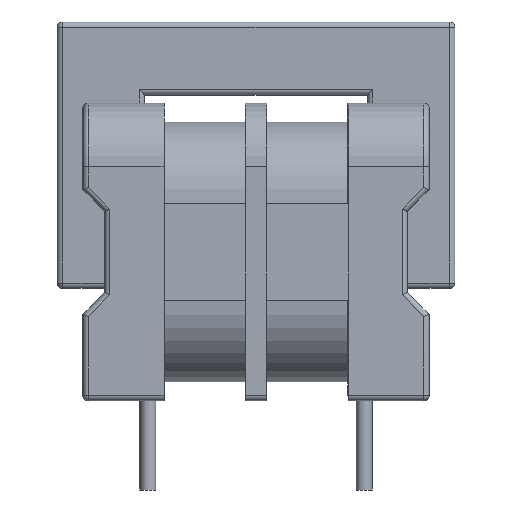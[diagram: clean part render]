
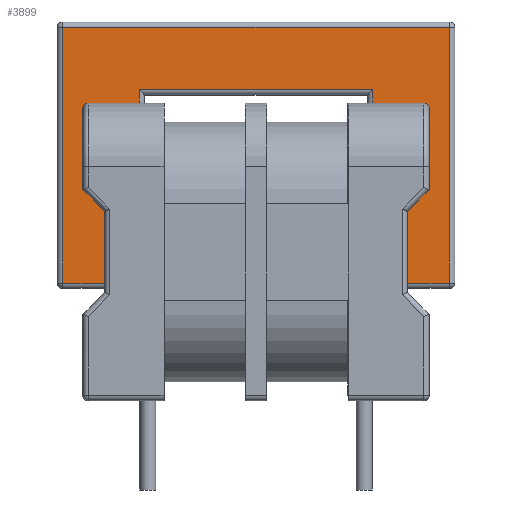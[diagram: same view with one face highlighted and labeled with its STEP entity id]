
A CAD part, front view. The second image highlights one B-rep face of the part: STEP entity #3899.
In plain terms, the highlighted planar face has unit normal (0, -1, 0).
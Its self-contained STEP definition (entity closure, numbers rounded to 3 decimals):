
#66 = CARTESIAN_POINT ( 'NONE',  ( 0., -1.4, 11. ) ) ;
#223 = ORIENTED_EDGE ( 'NONE', *, *, #3541, .T. ) ;
#248 = ORIENTED_EDGE ( 'NONE', *, *, #5860, .T. ) ;
#326 = VERTEX_POINT ( 'NONE', #4262 ) ;
#336 = EDGE_CURVE ( 'NONE', #621, #3263, #3709, .T. ) ;
#361 = DIRECTION ( 'NONE',  ( -1., 0., 0. ) ) ;
#363 = LINE ( 'NONE', #66, #2628 ) ;
#374 = VERTEX_POINT ( 'NONE', #4300 ) ;
#381 = CARTESIAN_POINT ( 'NONE',  ( -4.32, -1.4, 11. ) ) ;
#387 = CARTESIAN_POINT ( 'NONE',  ( 7.15, -1.4, 4.35 ) ) ;
#403 = EDGE_CURVE ( 'NONE', #3548, #4412, #826, .T. ) ;
#417 = VERTEX_POINT ( 'NONE', #1135 ) ;
#588 = VECTOR ( 'NONE', #4186, 1000. ) ;
#621 = VERTEX_POINT ( 'NONE', #1511 ) ;
#775 = DIRECTION ( 'NONE',  ( 0., 0., -1. ) ) ;
#826 = LINE ( 'NONE', #3347, #3256 ) ;
#882 = VECTOR ( 'NONE', #4290, 1000. ) ;
#887 = LINE ( 'NONE', #3694, #588 ) ;
#926 = CARTESIAN_POINT ( 'NONE',  ( 7.15, -1.4, 14. ) ) ;
#1023 = VECTOR ( 'NONE', #6027, 1000. ) ;
#1135 = CARTESIAN_POINT ( 'NONE',  ( -4.12, -1.4, 4.15 ) ) ;
#1159 = ORIENTED_EDGE ( 'NONE', *, *, #336, .T. ) ;
#1217 = ORIENTED_EDGE ( 'NONE', *, *, #6131, .T. ) ;
#1247 = ORIENTED_EDGE ( 'NONE', *, *, #403, .T. ) ;
#1285 = VECTOR ( 'NONE', #2314, 1000. ) ;
#1308 = VECTOR ( 'NONE', #2466, 1000. ) ;
#1325 = ORIENTED_EDGE ( 'NONE', *, *, #6241, .F. ) ;
#1338 = FACE_OUTER_BOUND ( 'NONE', #6045, .T. ) ;
#1413 = VECTOR ( 'NONE', #361, 1000. ) ;
#1511 = CARTESIAN_POINT ( 'NONE',  ( -7.15, -1.4, 4.35 ) ) ;
#1681 = CARTESIAN_POINT ( 'NONE',  ( -7.35, -1.4, 4.15 ) ) ;
#1826 = CARTESIAN_POINT ( 'NONE',  ( -5.6, -1.4, 4.35 ) ) ;
#1848 = LINE ( 'NONE', #2268, #4295 ) ;
#1891 = CARTESIAN_POINT ( 'NONE',  ( -5.6, -1.4, 11. ) ) ;
#2038 = VERTEX_POINT ( 'NONE', #387 ) ;
#2105 = ORIENTED_EDGE ( 'NONE', *, *, #5674, .T. ) ;
#2116 = CARTESIAN_POINT ( 'NONE',  ( 4.32, -1.4, 11. ) ) ;
#2126 = CARTESIAN_POINT ( 'NONE',  ( 4.12, -1.4, 4.15 ) ) ;
#2154 = VECTOR ( 'NONE', #6024, 1000. ) ;
#2201 = VERTEX_POINT ( 'NONE', #5537 ) ;
#2211 = DIRECTION ( 'NONE',  ( 0., -1., 0. ) ) ;
#2268 = CARTESIAN_POINT ( 'NONE',  ( 4.12, -1.4, 11.5 ) ) ;
#2276 = CARTESIAN_POINT ( 'NONE',  ( 0., -1.4, 13.8 ) ) ;
#2294 = LINE ( 'NONE', #4584, #1023 ) ;
#2314 = DIRECTION ( 'NONE',  ( 1., 0., 0. ) ) ;
#2365 = CARTESIAN_POINT ( 'NONE',  ( 4.32, -1.4, 11. ) ) ;
#2375 = DIRECTION ( 'NONE',  ( 0., 0., -1. ) ) ;
#2443 = EDGE_CURVE ( 'NONE', #5792, #3554, #4248, .T. ) ;
#2466 = DIRECTION ( 'NONE',  ( 0., 0., -1. ) ) ;
#2547 = DIRECTION ( 'NONE',  ( -1., 0., 0. ) ) ;
#2551 = EDGE_CURVE ( 'NONE', #374, #4412, #4691, .T. ) ;
#2591 = VECTOR ( 'NONE', #3822, 1000. ) ;
#2628 = VECTOR ( 'NONE', #3466, 1000. ) ;
#2728 = ORIENTED_EDGE ( 'NONE', *, *, #2953, .T. ) ;
#2738 = CARTESIAN_POINT ( 'NONE',  ( -4.32, -1.4, 11.5 ) ) ;
#2755 = DIRECTION ( 'NONE',  ( 1., 0., 0. ) ) ;
#2825 = LINE ( 'NONE', #5613, #3816 ) ;
#2953 = EDGE_CURVE ( 'NONE', #3263, #5867, #3852, .T. ) ;
#3101 = EDGE_CURVE ( 'NONE', #4552, #5792, #363, .T. ) ;
#3104 = ORIENTED_EDGE ( 'NONE', *, *, #3950, .T. ) ;
#3180 = PLANE ( 'NONE',  #5236 ) ;
#3183 = DIRECTION ( 'NONE',  ( 0., 0., 1. ) ) ;
#3256 = VECTOR ( 'NONE', #5457, 1000. ) ;
#3263 = VERTEX_POINT ( 'NONE', #5641 ) ;
#3344 = CARTESIAN_POINT ( 'NONE',  ( -5.6, -1.4, 4.15 ) ) ;
#3347 = CARTESIAN_POINT ( 'NONE',  ( 4.12, -1.4, 14. ) ) ;
#3403 = VECTOR ( 'NONE', #2547, 1000. ) ;
#3458 = LINE ( 'NONE', #5241, #882 ) ;
#3463 = EDGE_CURVE ( 'NONE', #417, #5867, #6012, .T. ) ;
#3466 = DIRECTION ( 'NONE',  ( -1., 0., 0. ) ) ;
#3527 = ORIENTED_EDGE ( 'NONE', *, *, #4937, .T. ) ;
#3541 = EDGE_CURVE ( 'NONE', #374, #326, #887, .T. ) ;
#3548 = VERTEX_POINT ( 'NONE', #5147 ) ;
#3554 = VERTEX_POINT ( 'NONE', #2738 ) ;
#3663 = CARTESIAN_POINT ( 'NONE',  ( -4.32, -1.4, 11.3 ) ) ;
#3694 = CARTESIAN_POINT ( 'NONE',  ( 5.6, -1.4, 11. ) ) ;
#3709 = LINE ( 'NONE', #1826, #1285 ) ;
#3710 = CARTESIAN_POINT ( 'NONE',  ( -4.12, -1.4, 11. ) ) ;
#3809 = LINE ( 'NONE', #2365, #5091 ) ;
#3816 = VECTOR ( 'NONE', #775, 1000. ) ;
#3822 = DIRECTION ( 'NONE',  ( 0., 0., 1. ) ) ;
#3852 = LINE ( 'NONE', #1891, #5129 ) ;
#3899 = ADVANCED_FACE ( 'NONE', ( #1338 ), #3180, .T. ) ;
#3950 = EDGE_CURVE ( 'NONE', #5123, #4572, #3989, .T. ) ;
#3989 = LINE ( 'NONE', #2276, #1413 ) ;
#4093 = VECTOR ( 'NONE', #3183, 1000. ) ;
#4186 = DIRECTION ( 'NONE',  ( 0., 0., 1. ) ) ;
#4191 = LINE ( 'NONE', #4887, #1308 ) ;
#4248 = LINE ( 'NONE', #3663, #4093 ) ;
#4262 = CARTESIAN_POINT ( 'NONE',  ( 5.6, -1.4, 4.35 ) ) ;
#4290 = DIRECTION ( 'NONE',  ( 1., 0., 0. ) ) ;
#4295 = VECTOR ( 'NONE', #2755, 1000. ) ;
#4300 = CARTESIAN_POINT ( 'NONE',  ( 5.6, -1.4, 4.15 ) ) ;
#4319 = CARTESIAN_POINT ( 'NONE',  ( 7.15, -1.4, 13.8 ) ) ;
#4412 = VERTEX_POINT ( 'NONE', #2126 ) ;
#4426 = ORIENTED_EDGE ( 'NONE', *, *, #2551, .F. ) ;
#4552 = VERTEX_POINT ( 'NONE', #3710 ) ;
#4572 = VERTEX_POINT ( 'NONE', #5157 ) ;
#4584 = CARTESIAN_POINT ( 'NONE',  ( 0., -1.4, 11. ) ) ;
#4618 = CARTESIAN_POINT ( 'NONE',  ( 0., -1.4, 11. ) ) ;
#4691 = LINE ( 'NONE', #4961, #3403 ) ;
#4705 = EDGE_CURVE ( 'NONE', #326, #2038, #3458, .T. ) ;
#4786 = ORIENTED_EDGE ( 'NONE', *, *, #3101, .T. ) ;
#4887 = CARTESIAN_POINT ( 'NONE',  ( -4.12, -1.4, 14. ) ) ;
#4937 = EDGE_CURVE ( 'NONE', #3554, #2201, #1848, .T. ) ;
#4961 = CARTESIAN_POINT ( 'NONE',  ( 7.35, -1.4, 4.15 ) ) ;
#5091 = VECTOR ( 'NONE', #6223, 1000. ) ;
#5123 = VERTEX_POINT ( 'NONE', #4319 ) ;
#5129 = VECTOR ( 'NONE', #2375, 1000. ) ;
#5147 = CARTESIAN_POINT ( 'NONE',  ( 4.12, -1.4, 11. ) ) ;
#5157 = CARTESIAN_POINT ( 'NONE',  ( -7.15, -1.4, 13.8 ) ) ;
#5236 = AXIS2_PLACEMENT_3D ( 'NONE', #4618, #2211, #5597 ) ;
#5241 = CARTESIAN_POINT ( 'NONE',  ( 7.35, -1.4, 4.35 ) ) ;
#5312 = LINE ( 'NONE', #926, #2591 ) ;
#5434 = ORIENTED_EDGE ( 'NONE', *, *, #3463, .F. ) ;
#5457 = DIRECTION ( 'NONE',  ( 0., 0., -1. ) ) ;
#5532 = ORIENTED_EDGE ( 'NONE', *, *, #2443, .T. ) ;
#5537 = CARTESIAN_POINT ( 'NONE',  ( 4.32, -1.4, 11.5 ) ) ;
#5597 = DIRECTION ( 'NONE',  ( 1., 0., 0. ) ) ;
#5613 = CARTESIAN_POINT ( 'NONE',  ( -7.15, -1.4, 4.15 ) ) ;
#5639 = VERTEX_POINT ( 'NONE', #2116 ) ;
#5641 = CARTESIAN_POINT ( 'NONE',  ( -5.6, -1.4, 4.35 ) ) ;
#5674 = EDGE_CURVE ( 'NONE', #5639, #3548, #2294, .T. ) ;
#5754 = EDGE_CURVE ( 'NONE', #4572, #621, #2825, .T. ) ;
#5792 = VERTEX_POINT ( 'NONE', #381 ) ;
#5860 = EDGE_CURVE ( 'NONE', #2038, #5123, #5312, .T. ) ;
#5867 = VERTEX_POINT ( 'NONE', #3344 ) ;
#5950 = ORIENTED_EDGE ( 'NONE', *, *, #5754, .T. ) ;
#6012 = LINE ( 'NONE', #1681, #2154 ) ;
#6024 = DIRECTION ( 'NONE',  ( -1., 0., 0. ) ) ;
#6027 = DIRECTION ( 'NONE',  ( -1., 0., 0. ) ) ;
#6045 = EDGE_LOOP ( 'NONE', ( #1217, #2105, #1247, #4426, #223, #6165, #248, #3104, #5950, #1159, #2728, #5434, #1325, #4786, #5532, #3527 ) ) ;
#6131 = EDGE_CURVE ( 'NONE', #2201, #5639, #3809, .T. ) ;
#6165 = ORIENTED_EDGE ( 'NONE', *, *, #4705, .T. ) ;
#6223 = DIRECTION ( 'NONE',  ( 0., 0., -1. ) ) ;
#6241 = EDGE_CURVE ( 'NONE', #4552, #417, #4191, .T. ) ;
